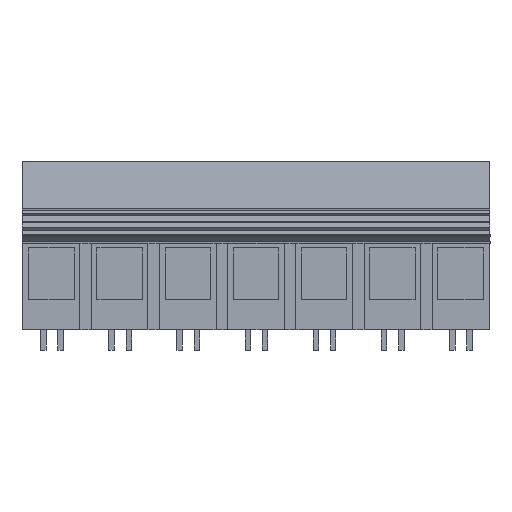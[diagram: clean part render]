
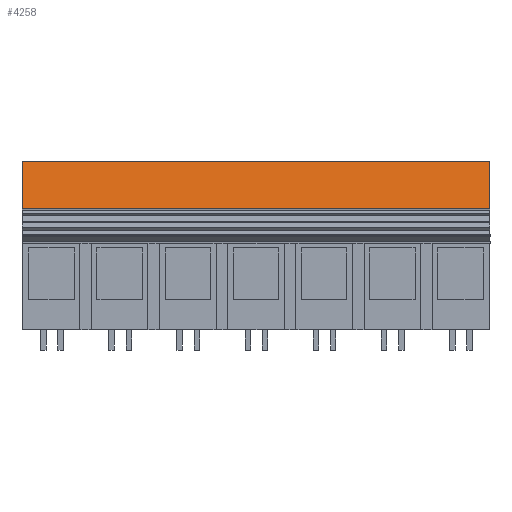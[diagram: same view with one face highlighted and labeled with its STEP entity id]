
A CAD part, front view. The second image highlights one B-rep face of the part: STEP entity #4258.
In plain terms, the highlighted planar face has unit normal (0, -0.985, 0.174).
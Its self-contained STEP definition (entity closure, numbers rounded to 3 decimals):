
#4238=AXIS2_PLACEMENT_3D('Plane Axis2P3D',#4235,#4236,#4237) ;
#3090=CARTESIAN_POINT('Vertex',(0.,8.164,31.099)) ;
#3093=CARTESIAN_POINT('Line Origine',(0.,9.076,36.275)) ;
#3097=CARTESIAN_POINT('Vertex',(0.,9.989,41.45)) ;
#4220=CARTESIAN_POINT('Vertex',(103.,8.164,31.099)) ;
#4223=CARTESIAN_POINT('Line Origine',(51.5,8.164,31.099)) ;
#4235=CARTESIAN_POINT('Axis2P3D Location',(45.,8.164,31.099)) ;
#4240=CARTESIAN_POINT('Line Origine',(103.,9.076,36.275)) ;
#4244=CARTESIAN_POINT('Vertex',(103.,9.989,41.45)) ;
#4247=CARTESIAN_POINT('Line Origine',(51.5,9.989,41.45)) ;
#3094=DIRECTION('Vector Direction',(0.,0.174,0.985)) ;
#4224=DIRECTION('Vector Direction',(1.,0.,0.)) ;
#4236=DIRECTION('Axis2P3D Direction',(0.,0.985,-0.174)) ;
#4237=DIRECTION('Axis2P3D XDirection',(0.,0.174,0.985)) ;
#4241=DIRECTION('Vector Direction',(0.,0.174,0.985)) ;
#4248=DIRECTION('Vector Direction',(1.,0.,0.)) ;
#3095=VECTOR('Line Direction',#3094,1.) ;
#4225=VECTOR('Line Direction',#4224,1.) ;
#4242=VECTOR('Line Direction',#4241,1.) ;
#4249=VECTOR('Line Direction',#4248,1.) ;
#4253=ORIENTED_EDGE('',*,*,#4227,.T.) ;
#4254=ORIENTED_EDGE('',*,*,#4246,.T.) ;
#4255=ORIENTED_EDGE('',*,*,#4251,.F.) ;
#4256=ORIENTED_EDGE('',*,*,#3099,.F.) ;
#4258=ADVANCED_FACE('HOUSING',(#4257),#4239,.F.) ;
#3099=EDGE_CURVE('',#3091,#3098,#3096,.T.) ;
#4227=EDGE_CURVE('',#3091,#4221,#4226,.T.) ;
#4246=EDGE_CURVE('',#4221,#4245,#4243,.T.) ;
#4251=EDGE_CURVE('',#3098,#4245,#4250,.T.) ;
#4252=EDGE_LOOP('',(#4253,#4254,#4255,#4256)) ;
#4257=FACE_OUTER_BOUND('',#4252,.T.) ;
#3096=LINE('Line',#3093,#3095) ;
#4226=LINE('Line',#4223,#4225) ;
#4243=LINE('Line',#4240,#4242) ;
#4250=LINE('Line',#4247,#4249) ;
#4239=PLANE('',#4238) ;
#3091=VERTEX_POINT('',#3090) ;
#3098=VERTEX_POINT('',#3097) ;
#4221=VERTEX_POINT('',#4220) ;
#4245=VERTEX_POINT('',#4244) ;
